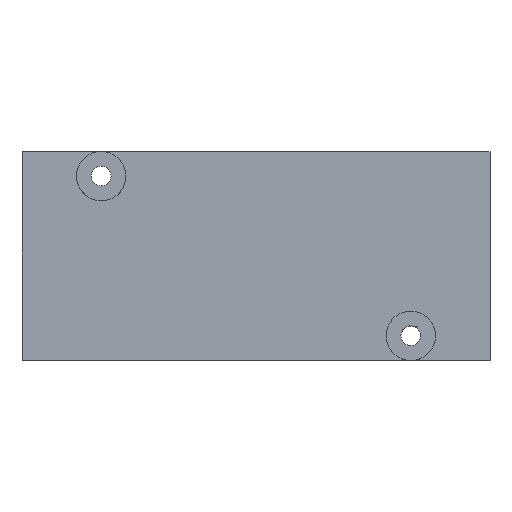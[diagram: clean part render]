
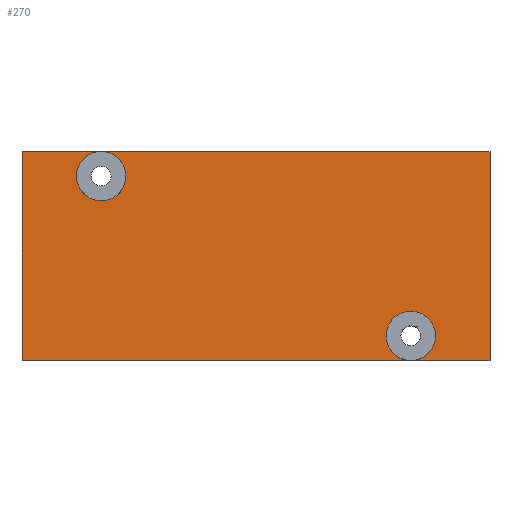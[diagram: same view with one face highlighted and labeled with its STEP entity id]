
A CAD part, top view. The second image highlights one B-rep face of the part: STEP entity #270.
In plain terms, the highlighted planar face has unit normal (0, 0, 1).
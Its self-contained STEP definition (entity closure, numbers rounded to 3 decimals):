
#27=LINE('',#445,#50);
#28=LINE('',#447,#51);
#29=LINE('',#449,#52);
#30=LINE('',#454,#53);
#31=LINE('',#456,#54);
#32=LINE('',#457,#55);
#50=VECTOR('',#368,10.);
#51=VECTOR('',#369,10.);
#52=VECTOR('',#370,10.);
#53=VECTOR('',#375,10.);
#54=VECTOR('',#376,10.);
#55=VECTOR('',#377,10.);
#77=FACE_OUTER_BOUND('',#94,.T.);
#94=EDGE_LOOP('',(#210,#211,#212,#213,#214,#215,#216,#217,#218,#219));
#113=CIRCLE('',#306,2.5);
#114=CIRCLE('',#307,2.5);
#115=CIRCLE('',#311,2.5);
#116=CIRCLE('',#312,2.5);
#129=VERTEX_POINT('',#435);
#130=VERTEX_POINT('',#437);
#131=VERTEX_POINT('',#444);
#132=VERTEX_POINT('',#446);
#133=VERTEX_POINT('',#448);
#134=VERTEX_POINT('',#450);
#135=VERTEX_POINT('',#453);
#136=VERTEX_POINT('',#455);
#157=EDGE_CURVE('',#129,#130,#113,.T.);
#158=EDGE_CURVE('',#130,#129,#114,.T.);
#160=EDGE_CURVE('',#131,#130,#27,.T.);
#161=EDGE_CURVE('',#132,#131,#28,.T.);
#162=EDGE_CURVE('',#133,#132,#29,.T.);
#163=EDGE_CURVE('',#134,#133,#115,.T.);
#164=EDGE_CURVE('',#133,#134,#116,.T.);
#165=EDGE_CURVE('',#135,#133,#30,.T.);
#166=EDGE_CURVE('',#136,#135,#31,.T.);
#167=EDGE_CURVE('',#130,#136,#32,.T.);
#210=ORIENTED_EDGE('',*,*,#160,.F.);
#211=ORIENTED_EDGE('',*,*,#161,.F.);
#212=ORIENTED_EDGE('',*,*,#162,.F.);
#213=ORIENTED_EDGE('',*,*,#163,.F.);
#214=ORIENTED_EDGE('',*,*,#164,.F.);
#215=ORIENTED_EDGE('',*,*,#165,.F.);
#216=ORIENTED_EDGE('',*,*,#166,.F.);
#217=ORIENTED_EDGE('',*,*,#167,.F.);
#218=ORIENTED_EDGE('',*,*,#157,.F.);
#219=ORIENTED_EDGE('',*,*,#158,.F.);
#257=PLANE('',#310);
#270=ADVANCED_FACE('',(#77),#257,.F.);
#306=AXIS2_PLACEMENT_3D('',#438,#357,#358);
#307=AXIS2_PLACEMENT_3D('',#439,#359,#360);
#310=AXIS2_PLACEMENT_3D('',#443,#366,#367);
#311=AXIS2_PLACEMENT_3D('',#451,#371,#372);
#312=AXIS2_PLACEMENT_3D('',#452,#373,#374);
#357=DIRECTION('center_axis',(0.,0.,
1.));
#358=DIRECTION('ref_axis',(1.,0.,0.));
#359=DIRECTION('center_axis',(0.,0.,
1.));
#360=DIRECTION('ref_axis',(1.,0.,0.));
#366=DIRECTION('center_axis',(0.,0.,
-1.));
#367=DIRECTION('ref_axis',(1.,0.,0.));
#368=DIRECTION('',(-1.,0.,0.));
#369=DIRECTION('',(0.,-1.,0.));
#370=DIRECTION('',(1.,0.,0.));
#371=DIRECTION('center_axis',(0.,0.,
1.));
#372=DIRECTION('ref_axis',(1.,0.,0.));
#373=DIRECTION('center_axis',(0.,0.,
1.));
#374=DIRECTION('ref_axis',(1.,0.,0.));
#375=DIRECTION('',(1.,0.,0.));
#376=DIRECTION('',(0.,1.,0.));
#377=DIRECTION('',(-1.,0.,0.));
#435=CARTESIAN_POINT('',(87.16,52.57,1.2));
#437=CARTESIAN_POINT('',(89.66,50.07,1.2));
#438=CARTESIAN_POINT('Origin',(89.66,52.57,1.2));
#439=CARTESIAN_POINT('Origin',(89.66,52.57,1.2));
#443=CARTESIAN_POINT('Origin',(73.96,60.67,1.2));
#444=CARTESIAN_POINT('',(97.7,50.07,1.2));
#445=CARTESIAN_POINT('',(50.22,50.07,1.2));
#446=CARTESIAN_POINT('',(97.7,71.27,1.2));
#447=CARTESIAN_POINT('',(97.7,50.07,1.2));
#448=CARTESIAN_POINT('',(58.26,71.27,1.2));
#449=CARTESIAN_POINT('',(97.7,71.27,1.2));
#450=CARTESIAN_POINT('',(55.76,68.77,1.2));
#451=CARTESIAN_POINT('Origin',(58.26,68.77,1.2));
#452=CARTESIAN_POINT('Origin',(58.26,68.77,1.2));
#453=CARTESIAN_POINT('',(50.22,71.27,1.2));
#454=CARTESIAN_POINT('',(97.7,71.27,1.2));
#455=CARTESIAN_POINT('',(50.22,50.07,1.2));
#456=CARTESIAN_POINT('',(50.22,71.27,1.2));
#457=CARTESIAN_POINT('',(50.22,50.07,1.2));
